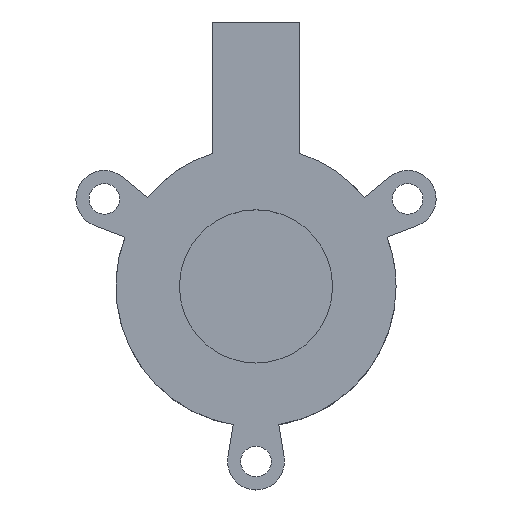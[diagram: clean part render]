
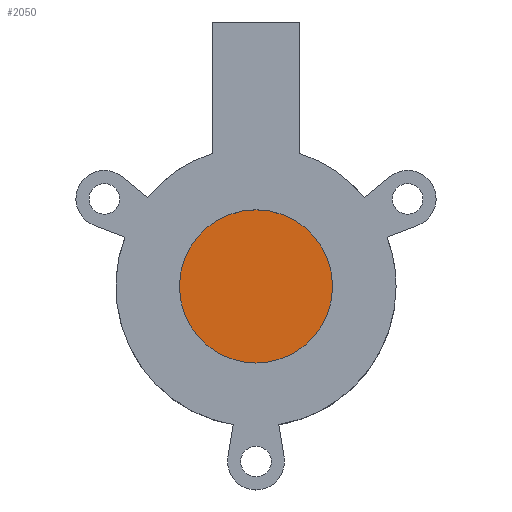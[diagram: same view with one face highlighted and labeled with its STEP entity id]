
A CAD part, top view. The second image highlights one B-rep face of the part: STEP entity #2050.
In plain terms, the highlighted planar face has unit normal (0, 0, 1).
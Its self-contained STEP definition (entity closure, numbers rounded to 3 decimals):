
#1888 = CYLINDRICAL_SURFACE('',#1889,15.);
#1889 = AXIS2_PLACEMENT_3D('',#1890,#1891,#1892);
#1890 = CARTESIAN_POINT('',(0.,0.,2.));
#1891 = DIRECTION('',(-0.,-0.,-1.));
#1892 = DIRECTION('',(1.,0.,0.));
#1997 = VERTEX_POINT('',#1998);
#1998 = CARTESIAN_POINT('',(15.,0.,2.));
#2019 = EDGE_CURVE('',#1997,#1997,#2020,.T.);
#2020 = SURFACE_CURVE('',#2021,(#2026,#2033),.PCURVE_S1.);
#2021 = CIRCLE('',#2022,15.);
#2022 = AXIS2_PLACEMENT_3D('',#2023,#2024,#2025);
#2023 = CARTESIAN_POINT('',(0.,0.,2.));
#2024 = DIRECTION('',(0.,0.,1.));
#2025 = DIRECTION('',(1.,0.,0.));
#2026 = PCURVE('',#1888,#2027);
#2027 = DEFINITIONAL_REPRESENTATION('',(#2028),#2032);
#2028 = LINE('',#2029,#2030);
#2029 = CARTESIAN_POINT('',(-0.,0.));
#2030 = VECTOR('',#2031,1.);
#2031 = DIRECTION('',(-1.,0.));
#2032 = ( GEOMETRIC_REPRESENTATION_CONTEXT(2) 
PARAMETRIC_REPRESENTATION_CONTEXT() REPRESENTATION_CONTEXT('2D SPACE',''
  ) );
#2033 = PCURVE('',#2034,#2039);
#2034 = PLANE('',#2035);
#2035 = AXIS2_PLACEMENT_3D('',#2036,#2037,#2038);
#2036 = CARTESIAN_POINT('',(0.,0.,2.));
#2037 = DIRECTION('',(0.,0.,1.));
#2038 = DIRECTION('',(1.,0.,0.));
#2039 = DEFINITIONAL_REPRESENTATION('',(#2040),#2044);
#2040 = CIRCLE('',#2041,15.);
#2041 = AXIS2_PLACEMENT_2D('',#2042,#2043);
#2042 = CARTESIAN_POINT('',(0.,0.));
#2043 = DIRECTION('',(1.,0.));
#2044 = ( GEOMETRIC_REPRESENTATION_CONTEXT(2) 
PARAMETRIC_REPRESENTATION_CONTEXT() REPRESENTATION_CONTEXT('2D SPACE',''
  ) );
#2050 = ADVANCED_FACE('',(#2051),#2034,.T.);
#2051 = FACE_BOUND('',#2052,.T.);
#2052 = EDGE_LOOP('',(#2053));
#2053 = ORIENTED_EDGE('',*,*,#2019,.T.);
